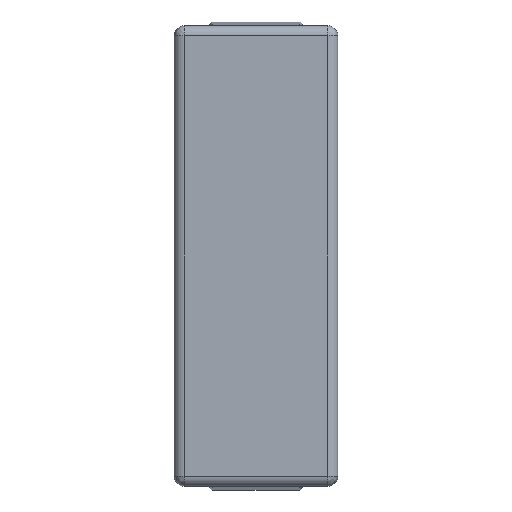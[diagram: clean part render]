
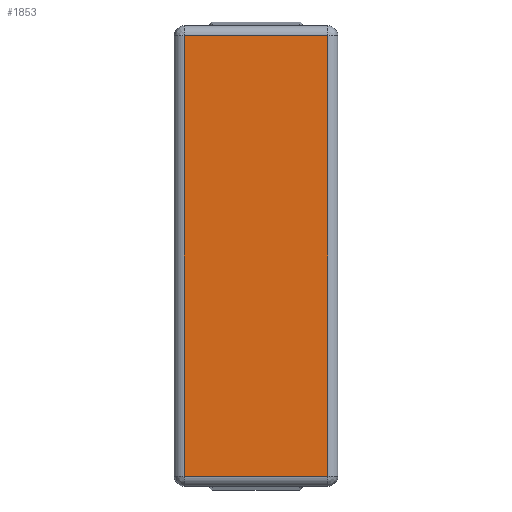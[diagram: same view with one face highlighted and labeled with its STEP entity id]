
A CAD part, front view. The second image highlights one B-rep face of the part: STEP entity #1853.
In plain terms, the highlighted planar face has unit normal (0, -1, 0).
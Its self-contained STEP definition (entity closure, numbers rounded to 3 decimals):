
#26 = CARTESIAN_POINT ( 'NONE',  ( 316.903, 226.943, -61.829 ) ) ;
#298 = LINE ( 'NONE', #11048, #14629 ) ;
#1039 = LINE ( 'NONE', #7261, #19789 ) ;
#1853 = ADVANCED_FACE ( 'NONE', ( #10552 ), #10866, .T. ) ;
#2919 = CARTESIAN_POINT ( 'NONE',  ( 302.903, 226.943, -61.829 ) ) ;
#3007 = VECTOR ( 'NONE', #9977, 1000. ) ;
#3046 = CARTESIAN_POINT ( 'NONE',  ( 302.903, 226.943, -104.829 ) ) ;
#3112 = VERTEX_POINT ( 'NONE', #26 ) ;
#4173 = ORIENTED_EDGE ( 'NONE', *, *, #15652, .T. ) ;
#5506 = VERTEX_POINT ( 'NONE', #3046 ) ;
#6288 = CARTESIAN_POINT ( 'NONE',  ( 316.903, 226.943, -86.125 ) ) ;
#6291 = DIRECTION ( 'NONE',  ( -1., 0., 0. ) ) ;
#7168 = CARTESIAN_POINT ( 'NONE',  ( 284.606, 226.943, -86.125 ) ) ;
#7261 = CARTESIAN_POINT ( 'NONE',  ( 302.903, 226.943, -86.125 ) ) ;
#8286 = VECTOR ( 'NONE', #6291, 1000. ) ;
#9053 = DIRECTION ( 'NONE',  ( 0., 0., -1. ) ) ;
#9223 = EDGE_CURVE ( 'NONE', #19342, #3112, #17369, .T. ) ;
#9347 = VERTEX_POINT ( 'NONE', #2919 ) ;
#9462 = LINE ( 'NONE', #19415, #8286 ) ;
#9977 = DIRECTION ( 'NONE',  ( 0., 0., 1. ) ) ;
#10552 = FACE_OUTER_BOUND ( 'NONE', #13947, .T. ) ;
#10866 = PLANE ( 'NONE',  #21232 ) ;
#11048 = CARTESIAN_POINT ( 'NONE',  ( 284.606, 226.943, -104.829 ) ) ;
#11619 = ORIENTED_EDGE ( 'NONE', *, *, #9223, .T. ) ;
#12097 = CARTESIAN_POINT ( 'NONE',  ( 316.903, 226.943, -104.829 ) ) ;
#13947 = EDGE_LOOP ( 'NONE', ( #17059, #4173, #21871, #11619 ) ) ;
#14629 = VECTOR ( 'NONE', #20323, 1000. ) ;
#15652 = EDGE_CURVE ( 'NONE', #9347, #5506, #1039, .T. ) ;
#17059 = ORIENTED_EDGE ( 'NONE', *, *, #24177, .T. ) ;
#17369 = LINE ( 'NONE', #6288, #3007 ) ;
#17382 = EDGE_CURVE ( 'NONE', #5506, #19342, #298, .T. ) ;
#19342 = VERTEX_POINT ( 'NONE', #12097 ) ;
#19415 = CARTESIAN_POINT ( 'NONE',  ( 284.606, 226.943, -61.829 ) ) ;
#19789 = VECTOR ( 'NONE', #22273, 1000. ) ;
#20301 = DIRECTION ( 'NONE',  ( 0., -1., 0. ) ) ;
#20323 = DIRECTION ( 'NONE',  ( 1., 0., 0. ) ) ;
#21232 = AXIS2_PLACEMENT_3D ( 'NONE', #7168, #20301, #9053 ) ;
#21871 = ORIENTED_EDGE ( 'NONE', *, *, #17382, .T. ) ;
#22273 = DIRECTION ( 'NONE',  ( 0., 0., -1. ) ) ;
#24177 = EDGE_CURVE ( 'NONE', #3112, #9347, #9462, .T. ) ;
